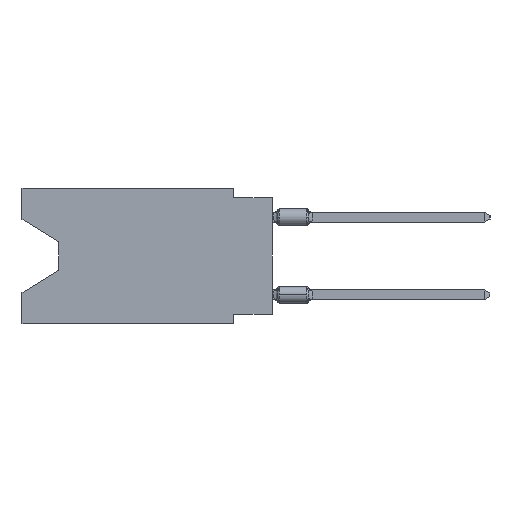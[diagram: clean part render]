
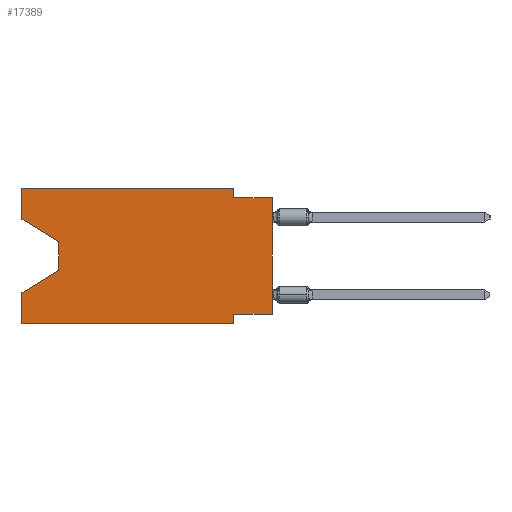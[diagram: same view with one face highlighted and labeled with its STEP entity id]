
A CAD part, left-side view. The second image highlights one B-rep face of the part: STEP entity #17389.
In plain terms, the highlighted planar face has unit normal (-1, 0, 0).
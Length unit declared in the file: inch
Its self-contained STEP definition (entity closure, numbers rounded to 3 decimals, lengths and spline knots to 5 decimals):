
#4 = CARTESIAN_POINT ( 'NONE',  ( 0., 0., -0.025 ) ) ;
#150 = LINE ( 'NONE', #29765, #29628 ) ;
#559 = ORIENTED_EDGE ( 'NONE', *, *, #24038, .F. ) ;
#692 = EDGE_CURVE ( 'NONE', #4506, #12250, #36104, .T. ) ;
#1072 = DIRECTION ( 'NONE',  ( 0., -1., 0. ) ) ;
#1256 = DIRECTION ( 'NONE',  ( 0., 0., -1. ) ) ;
#1781 = EDGE_CURVE ( 'NONE', #34639, #15135, #28154, .T. ) ;
#2497 = VERTEX_POINT ( 'NONE', #16900 ) ;
#3425 = DIRECTION ( 'NONE',  ( 0., 1., 0. ) ) ;
#4506 = VERTEX_POINT ( 'NONE', #37960 ) ;
#6323 = ORIENTED_EDGE ( 'NONE', *, *, #10090, .F. ) ;
#6387 = LINE ( 'NONE', #21061, #29953 ) ;
#6519 = ORIENTED_EDGE ( 'NONE', *, *, #39236, .F. ) ;
#6802 = EDGE_LOOP ( 'NONE', ( #45532, #22881, #26115, #42616, #43415, #6519, #559, #33594, #8477, #14571, #6323, #17001 ) ) ;
#7039 = LINE ( 'NONE', #28961, #31370 ) ;
#8477 = ORIENTED_EDGE ( 'NONE', *, *, #692, .F. ) ;
#8605 = EDGE_CURVE ( 'NONE', #34639, #33002, #22973, .T. ) ;
#8763 = DIRECTION ( 'NONE',  ( 0., 0., 1. ) ) ;
#9637 = PLANE ( 'NONE',  #27460 ) ;
#9843 = DIRECTION ( 'NONE',  ( 0., 0., 1. ) ) ;
#10090 = EDGE_CURVE ( 'NONE', #26872, #2497, #150, .T. ) ;
#11105 = CARTESIAN_POINT ( 'NONE',  ( 0., 0.55, -0.212 ) ) ;
#11595 = CARTESIAN_POINT ( 'NONE',  ( 0., 0.1, 0. ) ) ;
#11883 = CARTESIAN_POINT ( 'NONE',  ( 0., 0.645, -0.35 ) ) ;
#11924 = VECTOR ( 'NONE', #1072, 39.37008 ) ;
#12250 = VERTEX_POINT ( 'NONE', #41653 ) ;
#12555 = DIRECTION ( 'NONE',  ( 1., 0., 0. ) ) ;
#12983 = VECTOR ( 'NONE', #8763, 39.37008 ) ;
#14526 = VECTOR ( 'NONE', #21065, 39.37008 ) ;
#14571 = ORIENTED_EDGE ( 'NONE', *, *, #32924, .F. ) ;
#15135 = VERTEX_POINT ( 'NONE', #47421 ) ;
#16153 = CARTESIAN_POINT ( 'NONE',  ( 0., 0.1, -0.35 ) ) ;
#16506 = CARTESIAN_POINT ( 'NONE',  ( 0., 0.55, -0.138 ) ) ;
#16628 = VERTEX_POINT ( 'NONE', #43310 ) ;
#16900 = CARTESIAN_POINT ( 'NONE',  ( 0., 0.1, 0. ) ) ;
#17001 = ORIENTED_EDGE ( 'NONE', *, *, #22362, .F. ) ;
#17389 = ADVANCED_FACE ( 'NONE', ( #26995 ), #9637, .F. ) ;
#17698 = CARTESIAN_POINT ( 'NONE',  ( 0., 0.645, -0.08025 ) ) ;
#18349 = VECTOR ( 'NONE', #36631, 39.37008 ) ;
#18888 = EDGE_CURVE ( 'NONE', #21059, #22932, #7039, .T. ) ;
#19444 = VECTOR ( 'NONE', #21108, 39.37008 ) ;
#19448 = CARTESIAN_POINT ( 'NONE',  ( 0., 0.1, -0.325 ) ) ;
#19833 = EDGE_CURVE ( 'NONE', #37515, #12250, #43912, .T. ) ;
#19958 = CARTESIAN_POINT ( 'NONE',  ( 0., 0.645, 0. ) ) ;
#21059 = VERTEX_POINT ( 'NONE', #16506 ) ;
#21061 = CARTESIAN_POINT ( 'NONE',  ( 0., 0.645, 0. ) ) ;
#21065 = DIRECTION ( 'NONE',  ( 0., -0.855, -0.519 ) ) ;
#21108 = DIRECTION ( 'NONE',  ( 0., 0.855, -0.519 ) ) ;
#22194 = DIRECTION ( 'NONE',  ( 0., 0., -1. ) ) ;
#22362 = EDGE_CURVE ( 'NONE', #16628, #26872, #6387, .T. ) ;
#22608 = VECTOR ( 'NONE', #38278, 39.37008 ) ;
#22881 = ORIENTED_EDGE ( 'NONE', *, *, #18888, .T. ) ;
#22932 = VERTEX_POINT ( 'NONE', #11105 ) ;
#22973 = LINE ( 'NONE', #11883, #11924 ) ;
#23185 = CARTESIAN_POINT ( 'NONE',  ( 0., 0., -0.325 ) ) ;
#23380 = LINE ( 'NONE', #16153, #22608 ) ;
#23999 = CARTESIAN_POINT ( 'NONE',  ( 0., 0.645, -0.35 ) ) ;
#24025 = CARTESIAN_POINT ( 'NONE',  ( 0., 0.55, -0.212 ) ) ;
#24038 = EDGE_CURVE ( 'NONE', #37515, #39551, #35691, .T. ) ;
#24817 = DIRECTION ( 'NONE',  ( 0., -1., 0. ) ) ;
#26115 = ORIENTED_EDGE ( 'NONE', *, *, #39736, .T. ) ;
#26872 = VERTEX_POINT ( 'NONE', #37624 ) ;
#26995 = FACE_OUTER_BOUND ( 'NONE', #6802, .T. ) ;
#27460 = AXIS2_PLACEMENT_3D ( 'NONE', #34200, #12555, #1256 ) ;
#28154 = LINE ( 'NONE', #19958, #38203 ) ;
#28517 = VECTOR ( 'NONE', #3425, 39.37008 ) ;
#28961 = CARTESIAN_POINT ( 'NONE',  ( 0., 0.55, -0.138 ) ) ;
#28968 = LINE ( 'NONE', #11595, #18349 ) ;
#29628 = VECTOR ( 'NONE', #40558, 39.37008 ) ;
#29765 = CARTESIAN_POINT ( 'NONE',  ( 0., 0.645, 0. ) ) ;
#29923 = CARTESIAN_POINT ( 'NONE',  ( 0., 0.1, -0.35 ) ) ;
#29953 = VECTOR ( 'NONE', #32144, 39.37008 ) ;
#30466 = VECTOR ( 'NONE', #24817, 39.37008 ) ;
#31150 = EDGE_CURVE ( 'NONE', #16628, #21059, #42987, .T. ) ;
#31370 = VECTOR ( 'NONE', #22194, 39.37008 ) ;
#32144 = DIRECTION ( 'NONE',  ( 0., 0., 1. ) ) ;
#32924 = EDGE_CURVE ( 'NONE', #2497, #4506, #28968, .T. ) ;
#33002 = VERTEX_POINT ( 'NONE', #29923 ) ;
#33594 = ORIENTED_EDGE ( 'NONE', *, *, #19833, .T. ) ;
#34200 = CARTESIAN_POINT ( 'NONE',  ( 0., 0.645, 0. ) ) ;
#34639 = VERTEX_POINT ( 'NONE', #23999 ) ;
#35691 = LINE ( 'NONE', #40008, #28517 ) ;
#36104 = LINE ( 'NONE', #4, #30466 ) ;
#36631 = DIRECTION ( 'NONE',  ( 0., 0., -1. ) ) ;
#37515 = VERTEX_POINT ( 'NONE', #23185 ) ;
#37624 = CARTESIAN_POINT ( 'NONE',  ( 0., 0.645, 0. ) ) ;
#37960 = CARTESIAN_POINT ( 'NONE',  ( 0., 0.1, -0.025 ) ) ;
#38203 = VECTOR ( 'NONE', #9843, 39.37008 ) ;
#38278 = DIRECTION ( 'NONE',  ( 0., 0., -1. ) ) ;
#39236 = EDGE_CURVE ( 'NONE', #39551, #33002, #23380, .T. ) ;
#39551 = VERTEX_POINT ( 'NONE', #19448 ) ;
#39736 = EDGE_CURVE ( 'NONE', #22932, #15135, #42306, .T. ) ;
#40008 = CARTESIAN_POINT ( 'NONE',  ( 0., 0., -0.325 ) ) ;
#40558 = DIRECTION ( 'NONE',  ( 0., -1., 0. ) ) ;
#41653 = CARTESIAN_POINT ( 'NONE',  ( 0., 0., -0.025 ) ) ;
#42306 = LINE ( 'NONE', #24025, #19444 ) ;
#42616 = ORIENTED_EDGE ( 'NONE', *, *, #1781, .F. ) ;
#42987 = LINE ( 'NONE', #17698, #14526 ) ;
#43310 = CARTESIAN_POINT ( 'NONE',  ( 0., 0.645, -0.08025 ) ) ;
#43415 = ORIENTED_EDGE ( 'NONE', *, *, #8605, .T. ) ;
#43912 = LINE ( 'NONE', #44140, #12983 ) ;
#44140 = CARTESIAN_POINT ( 'NONE',  ( 0., 0., 0. ) ) ;
#45532 = ORIENTED_EDGE ( 'NONE', *, *, #31150, .T. ) ;
#47421 = CARTESIAN_POINT ( 'NONE',  ( 0., 0.645, -0.26975 ) ) ;
